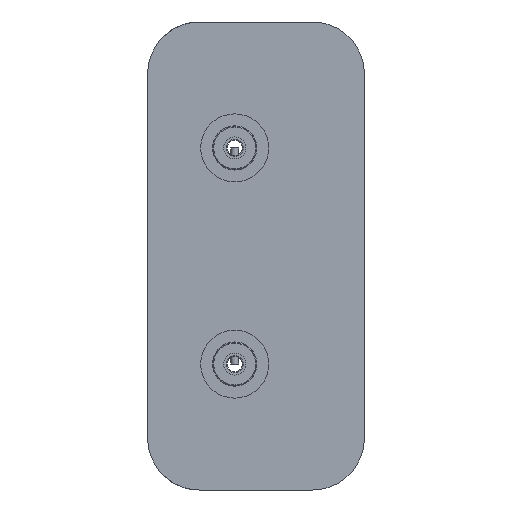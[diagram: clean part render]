
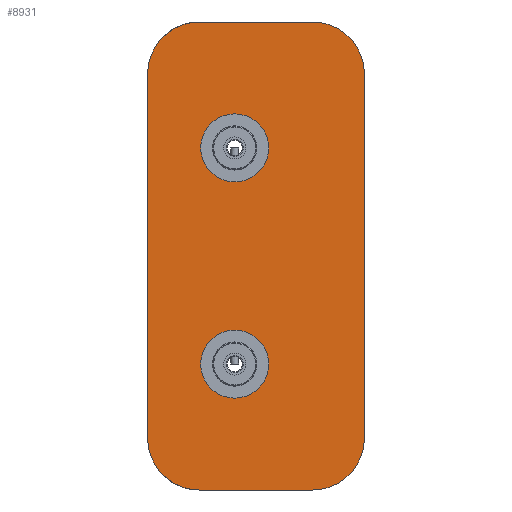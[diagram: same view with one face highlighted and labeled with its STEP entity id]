
A CAD part, left-side view. The second image highlights one B-rep face of the part: STEP entity #8931.
In plain terms, the highlighted planar face has unit normal (-1, 0, 0).
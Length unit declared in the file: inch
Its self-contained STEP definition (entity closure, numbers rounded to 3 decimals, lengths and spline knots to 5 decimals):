
#258 = FACE_BOUND ( 'NONE', #12588, .T. ) ;
#430 = AXIS2_PLACEMENT_3D ( 'NONE', #523, #2635, #9166 ) ;
#523 = CARTESIAN_POINT ( 'NONE',  ( -3.116, 0.24, -0.8425 ) ) ;
#634 = EDGE_CURVE ( 'NONE', #5740, #8839, #1353, .T. ) ;
#802 = DIRECTION ( 'NONE',  ( 0., 0., -1. ) ) ;
#818 = DIRECTION ( 'NONE',  ( 0., 0., -1. ) ) ;
#957 = AXIS2_PLACEMENT_3D ( 'NONE', #5203, #11658, #818 ) ;
#1097 = AXIS2_PLACEMENT_3D ( 'NONE', #8863, #13300, #2365 ) ;
#1353 = CIRCLE ( 'NONE', #13901, 0.15748 ) ;
#1368 = CARTESIAN_POINT ( 'NONE',  ( -3.116, 0., -0.8425 ) ) ;
#1610 = EDGE_CURVE ( 'NONE', #9541, #11842, #1842, .T. ) ;
#1675 = VERTEX_POINT ( 'NONE', #5100 ) ;
#1704 = ORIENTED_EDGE ( 'NONE', *, *, #12868, .T. ) ;
#1842 = CIRCLE ( 'NONE', #9186, 0.24 ) ;
#2256 = EDGE_CURVE ( 'NONE', #6220, #9541, #9036, .T. ) ;
#2321 = EDGE_LOOP ( 'NONE', ( #7765, #9270 ) ) ;
#2365 = DIRECTION ( 'NONE',  ( 0., 0., -1. ) ) ;
#2549 = CARTESIAN_POINT ( 'NONE',  ( -3.116, 1.003, 0. ) ) ;
#2615 = EDGE_CURVE ( 'NONE', #1675, #2734, #9023, .T. ) ;
#2635 = DIRECTION ( 'NONE',  ( -1., 0., 0. ) ) ;
#2664 = AXIS2_PLACEMENT_3D ( 'NONE', #10620, #6242, #802 ) ;
#2686 = CARTESIAN_POINT ( 'NONE',  ( -3.116, 0.6, 0.34252 ) ) ;
#2734 = VERTEX_POINT ( 'NONE', #10906 ) ;
#2737 = EDGE_CURVE ( 'NONE', #8820, #3549, #5087, .T. ) ;
#2813 = AXIS2_PLACEMENT_3D ( 'NONE', #7321, #4145, #7276 ) ;
#2844 = ORIENTED_EDGE ( 'NONE', *, *, #12699, .T. ) ;
#2918 = CARTESIAN_POINT ( 'NONE',  ( -3.116, 0.24, 0.8425 ) ) ;
#3136 = DIRECTION ( 'NONE',  ( 0., 0., 1. ) ) ;
#3170 = FACE_BOUND ( 'NONE', #2321, .T. ) ;
#3393 = LINE ( 'NONE', #5762, #10816 ) ;
#3549 = VERTEX_POINT ( 'NONE', #4474 ) ;
#3553 = ORIENTED_EDGE ( 'NONE', *, *, #1610, .T. ) ;
#3700 = CARTESIAN_POINT ( 'NONE',  ( -3.116, 0.24, -1.0825 ) ) ;
#3703 = EDGE_CURVE ( 'NONE', #1675, #14248, #7292, .T. ) ;
#3706 = VECTOR ( 'NONE', #3136, 39.37008 ) ;
#3961 = CARTESIAN_POINT ( 'NONE',  ( -3.116, 1.003, 1.0825 ) ) ;
#4145 = DIRECTION ( 'NONE',  ( -1., 0., 0. ) ) ;
#4384 = EDGE_CURVE ( 'NONE', #8839, #5740, #5051, .T. ) ;
#4421 = CIRCLE ( 'NONE', #430, 0.24 ) ;
#4474 = CARTESIAN_POINT ( 'NONE',  ( -3.116, 0.6, 0.65748 ) ) ;
#4644 = DIRECTION ( 'NONE',  ( 0., -1., 0. ) ) ;
#5051 = CIRCLE ( 'NONE', #9586, 0.15748 ) ;
#5087 = CIRCLE ( 'NONE', #1097, 0.15748 ) ;
#5100 = CARTESIAN_POINT ( 'NONE',  ( -3.116, 1.003, -0.8425 ) ) ;
#5186 = LINE ( 'NONE', #3961, #10693 ) ;
#5203 = CARTESIAN_POINT ( 'NONE',  ( -3.116, 1.003, 0. ) ) ;
#5422 = EDGE_CURVE ( 'NONE', #11009, #11842, #5186, .T. ) ;
#5646 = CIRCLE ( 'NONE', #8815, 0.15748 ) ;
#5740 = VERTEX_POINT ( 'NONE', #13118 ) ;
#5762 = CARTESIAN_POINT ( 'NONE',  ( -3.116, 1.003, -1.0825 ) ) ;
#5810 = EDGE_LOOP ( 'NONE', ( #6913, #2844, #8721, #3553, #8479, #8608, #11783, #14074 ) ) ;
#5930 = DIRECTION ( 'NONE',  ( 0., 0., 1. ) ) ;
#6206 = CARTESIAN_POINT ( 'NONE',  ( -3.116, 0.6, 0.5 ) ) ;
#6220 = VERTEX_POINT ( 'NONE', #1368 ) ;
#6242 = DIRECTION ( 'NONE',  ( -1., 0., 0. ) ) ;
#6244 = EDGE_CURVE ( 'NONE', #2734, #8711, #3393, .T. ) ;
#6913 = ORIENTED_EDGE ( 'NONE', *, *, #6244, .T. ) ;
#7225 = DIRECTION ( 'NONE',  ( 0., -1., 0. ) ) ;
#7276 = DIRECTION ( 'NONE',  ( 0., 0., -1. ) ) ;
#7292 = LINE ( 'NONE', #2549, #12123 ) ;
#7321 = CARTESIAN_POINT ( 'NONE',  ( -3.116, 0.763, 0.8425 ) ) ;
#7399 = PLANE ( 'NONE',  #957 ) ;
#7765 = ORIENTED_EDGE ( 'NONE', *, *, #4384, .T. ) ;
#8141 = CARTESIAN_POINT ( 'NONE',  ( -3.116, 0.24, 1.0825 ) ) ;
#8479 = ORIENTED_EDGE ( 'NONE', *, *, #5422, .F. ) ;
#8608 = ORIENTED_EDGE ( 'NONE', *, *, #11485, .T. ) ;
#8711 = VERTEX_POINT ( 'NONE', #3700 ) ;
#8721 = ORIENTED_EDGE ( 'NONE', *, *, #2256, .T. ) ;
#8815 = AXIS2_PLACEMENT_3D ( 'NONE', #6206, #9452, #12831 ) ;
#8820 = VERTEX_POINT ( 'NONE', #2686 ) ;
#8839 = VERTEX_POINT ( 'NONE', #11423 ) ;
#8863 = CARTESIAN_POINT ( 'NONE',  ( -3.116, 0.6, 0.5 ) ) ;
#8931 = ADVANCED_FACE ( 'NONE', ( #258, #3170, #11983 ), #7399, .F. ) ;
#8956 = DIRECTION ( 'NONE',  ( 0., 0., -1. ) ) ;
#9023 = CIRCLE ( 'NONE', #2664, 0.24 ) ;
#9036 = LINE ( 'NONE', #11834, #3706 ) ;
#9166 = DIRECTION ( 'NONE',  ( 0., 0., -1. ) ) ;
#9186 = AXIS2_PLACEMENT_3D ( 'NONE', #2918, #9548, #10772 ) ;
#9270 = ORIENTED_EDGE ( 'NONE', *, *, #634, .T. ) ;
#9421 = CIRCLE ( 'NONE', #2813, 0.24 ) ;
#9452 = DIRECTION ( 'NONE',  ( 1., 0., 0. ) ) ;
#9462 = CARTESIAN_POINT ( 'NONE',  ( -3.116, 0.6, -0.5 ) ) ;
#9541 = VERTEX_POINT ( 'NONE', #11642 ) ;
#9548 = DIRECTION ( 'NONE',  ( -1., 0., 0. ) ) ;
#9586 = AXIS2_PLACEMENT_3D ( 'NONE', #9462, #12760, #10638 ) ;
#10021 = CARTESIAN_POINT ( 'NONE',  ( -3.116, 1.003, 0.8425 ) ) ;
#10258 = CARTESIAN_POINT ( 'NONE',  ( -3.116, 0.6, -0.5 ) ) ;
#10620 = CARTESIAN_POINT ( 'NONE',  ( -3.116, 0.763, -0.8425 ) ) ;
#10638 = DIRECTION ( 'NONE',  ( 0., 0., -1. ) ) ;
#10693 = VECTOR ( 'NONE', #7225, 39.37008 ) ;
#10772 = DIRECTION ( 'NONE',  ( 0., 0., -1. ) ) ;
#10816 = VECTOR ( 'NONE', #4644, 39.37008 ) ;
#10906 = CARTESIAN_POINT ( 'NONE',  ( -3.116, 0.763, -1.0825 ) ) ;
#10962 = ORIENTED_EDGE ( 'NONE', *, *, #2737, .T. ) ;
#11009 = VERTEX_POINT ( 'NONE', #11092 ) ;
#11092 = CARTESIAN_POINT ( 'NONE',  ( -3.116, 0.763, 1.0825 ) ) ;
#11423 = CARTESIAN_POINT ( 'NONE',  ( -3.116, 0.6, -0.34252 ) ) ;
#11485 = EDGE_CURVE ( 'NONE', #11009, #14248, #9421, .T. ) ;
#11642 = CARTESIAN_POINT ( 'NONE',  ( -3.116, 0., 0.8425 ) ) ;
#11658 = DIRECTION ( 'NONE',  ( 1., 0., 0. ) ) ;
#11783 = ORIENTED_EDGE ( 'NONE', *, *, #3703, .F. ) ;
#11834 = CARTESIAN_POINT ( 'NONE',  ( -3.116, 0., 0. ) ) ;
#11842 = VERTEX_POINT ( 'NONE', #8141 ) ;
#11983 = FACE_OUTER_BOUND ( 'NONE', #5810, .T. ) ;
#12123 = VECTOR ( 'NONE', #5930, 39.37008 ) ;
#12588 = EDGE_LOOP ( 'NONE', ( #1704, #10962 ) ) ;
#12699 = EDGE_CURVE ( 'NONE', #8711, #6220, #4421, .T. ) ;
#12760 = DIRECTION ( 'NONE',  ( 1., 0., 0. ) ) ;
#12831 = DIRECTION ( 'NONE',  ( 0., 0., -1. ) ) ;
#12868 = EDGE_CURVE ( 'NONE', #3549, #8820, #5646, .T. ) ;
#13118 = CARTESIAN_POINT ( 'NONE',  ( -3.116, 0.6, -0.65748 ) ) ;
#13300 = DIRECTION ( 'NONE',  ( 1., 0., 0. ) ) ;
#13587 = DIRECTION ( 'NONE',  ( 1., 0., 0. ) ) ;
#13901 = AXIS2_PLACEMENT_3D ( 'NONE', #10258, #13587, #8956 ) ;
#14074 = ORIENTED_EDGE ( 'NONE', *, *, #2615, .T. ) ;
#14248 = VERTEX_POINT ( 'NONE', #10021 ) ;
